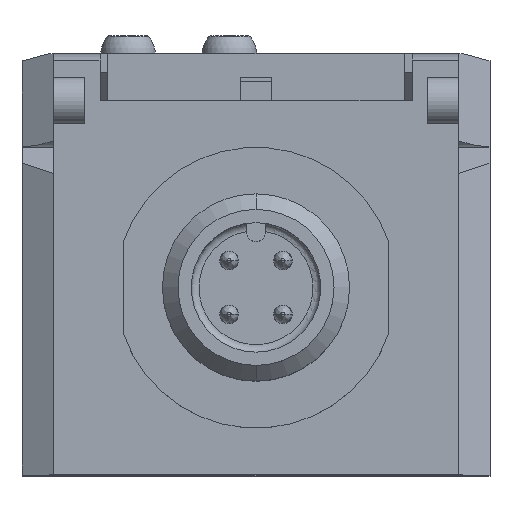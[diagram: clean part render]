
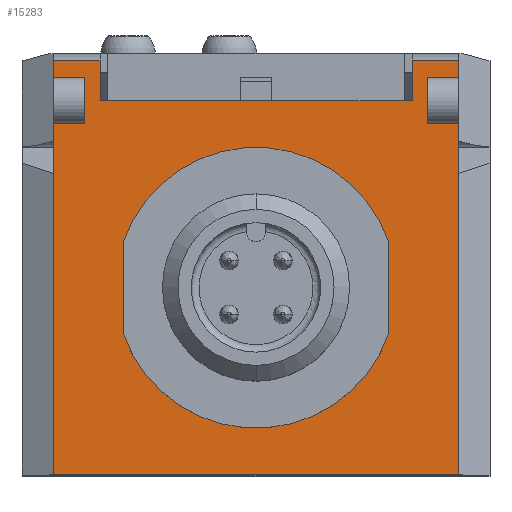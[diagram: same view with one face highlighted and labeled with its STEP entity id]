
A CAD part, top view. The second image highlights one B-rep face of the part: STEP entity #15283.
In plain terms, the highlighted planar face has unit normal (0, 0, 1).
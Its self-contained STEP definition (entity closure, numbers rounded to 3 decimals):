
#74=DIRECTION('',(1.,0.,0.));
#75=VECTOR('',#74,26.);
#76=CARTESIAN_POINT('',(-13.,0.,45.));
#77=LINE('',#76,#75);
#1047=DIRECTION('',(1.,0.,0.));
#1048=VECTOR('',#1047,2.);
#1049=CARTESIAN_POINT('',(-13.,25.5,45.));
#1050=LINE('',#1049,#1048);
#1054=DIRECTION('',(1.,0.,0.));
#1055=VECTOR('',#1054,3.);
#1056=CARTESIAN_POINT('',(-13.,26.598,45.));
#1057=LINE('',#1056,#1055);
#1061=DIRECTION('',(0.,-1.,0.));
#1062=VECTOR('',#1061,2.598);
#1063=CARTESIAN_POINT('',(-10.,26.598,45.));
#1064=LINE('',#1063,#1062);
#1068=DIRECTION('',(1.,0.,0.));
#1069=VECTOR('',#1068,20.);
#1070=CARTESIAN_POINT('',(-10.,24.,45.));
#1071=LINE('',#1070,#1069);
#1075=DIRECTION('',(0.,-1.,0.));
#1076=VECTOR('',#1075,2.598);
#1077=CARTESIAN_POINT('',(10.,26.598,45.));
#1078=LINE('',#1077,#1076);
#1082=DIRECTION('',(1.,0.,0.));
#1083=VECTOR('',#1082,3.);
#1084=CARTESIAN_POINT('',(10.,26.598,45.));
#1085=LINE('',#1084,#1083);
#1089=DIRECTION('',(-1.,0.,0.));
#1090=VECTOR('',#1089,2.);
#1091=CARTESIAN_POINT('',(13.,25.5,45.));
#1092=LINE('',#1091,#1090);
#1096=DIRECTION('',(0.,-1.,0.));
#1097=VECTOR('',#1096,3.);
#1098=CARTESIAN_POINT('',(11.,25.5,45.));
#1099=LINE('',#1098,#1097);
#1103=DIRECTION('',(-1.,0.,0.));
#1104=VECTOR('',#1103,2.);
#1105=CARTESIAN_POINT('',(13.,22.5,45.));
#1106=LINE('',#1105,#1104);
#1110=DIRECTION('',(0.,1.,0.));
#1111=VECTOR('',#1110,19.323);
#1112=CARTESIAN_POINT('',(13.,0.,45.));
#1113=LINE('',#1112,#1111);
#1117=DIRECTION('',(0.,1.,0.));
#1118=VECTOR('',#1117,19.323);
#1119=CARTESIAN_POINT('',(-13.,0.,45.));
#1120=LINE('',#1119,#1118);
#1124=DIRECTION('',(1.,0.,0.));
#1125=VECTOR('',#1124,2.);
#1126=CARTESIAN_POINT('',(-13.,22.5,45.));
#1127=LINE('',#1126,#1125);
#1131=DIRECTION('',(0.,-1.,0.));
#1132=VECTOR('',#1131,3.);
#1133=CARTESIAN_POINT('',(-11.,25.5,45.));
#1134=LINE('',#1133,#1132);
#1138=CARTESIAN_POINT('',(0.,12.,45.));
#1139=DIRECTION('',(0.,0.,1.));
#1140=DIRECTION('',(1.,0.,0.));
#1141=AXIS2_PLACEMENT_3D('',#1138,#1139,#1140);
#1146=CARTESIAN_POINT('',(0.,12.,45.));
#1147=DIRECTION('',(0.,0.,1.));
#1148=DIRECTION('',(-1.,0.,0.));
#1149=AXIS2_PLACEMENT_3D('',#1146,#1147,#1148);
#1176=DIRECTION('',(0.,-1.,0.));
#1177=VECTOR('',#1176,3.177);
#1178=CARTESIAN_POINT('',(-13.,22.5,45.));
#1179=LINE('',#1178,#1177);
#1205=DIRECTION('',(0.,-1.,0.));
#1206=VECTOR('',#1205,1.098);
#1207=CARTESIAN_POINT('',(-13.,26.598,45.));
#1208=LINE('',#1207,#1206);
#1635=DIRECTION('',(0.,1.,0.));
#1636=VECTOR('',#1635,1.098);
#1637=CARTESIAN_POINT('',(13.,25.5,45.));
#1638=LINE('',#1637,#1636);
#1664=DIRECTION('',(0.,1.,0.));
#1665=VECTOR('',#1664,3.177);
#1666=CARTESIAN_POINT('',(13.,19.323,45.));
#1667=LINE('',#1666,#1665);
#12516=CARTESIAN_POINT('',(13.,0.,45.));
#12518=VERTEX_POINT('',#12516);
#12519=CARTESIAN_POINT('',(-13.,0.,45.));
#12521=VERTEX_POINT('',#12519);
#12532=CARTESIAN_POINT('',(-13.,26.598,45.));
#12534=VERTEX_POINT('',#12532);
#12536=CARTESIAN_POINT('',(13.,26.598,45.));
#12538=VERTEX_POINT('',#12536);
#12547=CARTESIAN_POINT('',(13.,19.323,45.));
#12548=VERTEX_POINT('',#12547);
#12557=CARTESIAN_POINT('',(-13.,19.323,45.));
#12558=VERTEX_POINT('',#12557);
#12559=CARTESIAN_POINT('',(-10.,26.598,45.));
#12560=CARTESIAN_POINT('',(-10.,24.,45.));
#12561=VERTEX_POINT('',#12559);
#12562=VERTEX_POINT('',#12560);
#12563=CARTESIAN_POINT('',(10.,24.,45.));
#12564=VERTEX_POINT('',#12563);
#12565=CARTESIAN_POINT('',(10.,26.598,45.));
#12566=VERTEX_POINT('',#12565);
#12575=CARTESIAN_POINT('',(13.,25.5,45.));
#12576=CARTESIAN_POINT('',(11.,25.5,45.));
#12577=VERTEX_POINT('',#12575);
#12578=VERTEX_POINT('',#12576);
#12579=CARTESIAN_POINT('',(11.,22.5,45.));
#12580=VERTEX_POINT('',#12579);
#12581=CARTESIAN_POINT('',(13.,22.5,45.));
#12582=VERTEX_POINT('',#12581);
#12595=CARTESIAN_POINT('',(-13.,25.5,45.));
#12596=CARTESIAN_POINT('',(-11.,25.5,45.));
#12597=VERTEX_POINT('',#12595);
#12598=VERTEX_POINT('',#12596);
#12599=CARTESIAN_POINT('',(-11.,22.5,45.));
#12600=VERTEX_POINT('',#12599);
#12601=CARTESIAN_POINT('',(-13.,22.5,45.));
#12602=VERTEX_POINT('',#12601);
#13331=CARTESIAN_POINT('',(7.19,12.,45.));
#13332=CARTESIAN_POINT('',(-7.19,12.,45.));
#13333=VERTEX_POINT('',#13331);
#13334=VERTEX_POINT('',#13332);
#15237=CARTESIAN_POINT('',(-15.,0.,45.));
#15238=DIRECTION('',(0.,0.,1.));
#15239=DIRECTION('',(1.,0.,0.));
#15240=AXIS2_PLACEMENT_3D('',#15237,#15238,#15239);
#15241=PLANE('',#15240);
#15243=ORIENTED_EDGE('',*,*,#15242,.F.);
#15245=ORIENTED_EDGE('',*,*,#15244,.F.);
#15247=ORIENTED_EDGE('',*,*,#15246,.T.);
#15248=ORIENTED_EDGE('',*,*,#15221,.T.);
#15249=ORIENTED_EDGE('',*,*,#15094,.T.);
#15251=ORIENTED_EDGE('',*,*,#15250,.F.);
#15253=ORIENTED_EDGE('',*,*,#15252,.T.);
#15255=ORIENTED_EDGE('',*,*,#15254,.F.);
#15257=ORIENTED_EDGE('',*,*,#15256,.T.);
#15259=ORIENTED_EDGE('',*,*,#15258,.T.);
#15261=ORIENTED_EDGE('',*,*,#15260,.F.);
#15263=ORIENTED_EDGE('',*,*,#15262,.F.);
#15265=ORIENTED_EDGE('',*,*,#15264,.F.);
#15266=ORIENTED_EDGE('',*,*,#14704,.F.);
#15268=ORIENTED_EDGE('',*,*,#15267,.T.);
#15270=ORIENTED_EDGE('',*,*,#15269,.F.);
#15272=ORIENTED_EDGE('',*,*,#15271,.T.);
#15274=ORIENTED_EDGE('',*,*,#15273,.F.);
#15275=EDGE_LOOP('',(#15243,#15245,#15247,#15248,#15249,#15251,#15253,#15255,
#15257,#15259,#15261,#15263,#15265,#15266,#15268,#15270,#15272,#15274));
#15276=FACE_OUTER_BOUND('',#15275,.F.);
#15278=ORIENTED_EDGE('',*,*,#15277,.T.);
#15280=ORIENTED_EDGE('',*,*,#15279,.T.);
#15281=EDGE_LOOP('',(#15278,#15280));
#15282=FACE_BOUND('',#15281,.F.);
#15283=ADVANCED_FACE('',(#15276,#15282),#15241,.T.);
#1142=CIRCLE('',#1141,7.19);
#1150=CIRCLE('',#1149,7.19);
#14704=EDGE_CURVE('',#12521,#12518,#77,.T.);
#15094=EDGE_CURVE('',#12562,#12564,#1071,.T.);
#15221=EDGE_CURVE('',#12561,#12562,#1064,.T.);
#15242=EDGE_CURVE('',#12597,#12598,#1050,.T.);
#15244=EDGE_CURVE('',#12534,#12597,#1208,.T.);
#15246=EDGE_CURVE('',#12534,#12561,#1057,.T.);
#15250=EDGE_CURVE('',#12566,#12564,#1078,.T.);
#15252=EDGE_CURVE('',#12566,#12538,#1085,.T.);
#15254=EDGE_CURVE('',#12577,#12538,#1638,.T.);
#15256=EDGE_CURVE('',#12577,#12578,#1092,.T.);
#15258=EDGE_CURVE('',#12578,#12580,#1099,.T.);
#15260=EDGE_CURVE('',#12582,#12580,#1106,.T.);
#15262=EDGE_CURVE('',#12548,#12582,#1667,.T.);
#15264=EDGE_CURVE('',#12518,#12548,#1113,.T.);
#15267=EDGE_CURVE('',#12521,#12558,#1120,.T.);
#15269=EDGE_CURVE('',#12602,#12558,#1179,.T.);
#15271=EDGE_CURVE('',#12602,#12600,#1127,.T.);
#15273=EDGE_CURVE('',#12598,#12600,#1134,.T.);
#15277=EDGE_CURVE('',#13333,#13334,#1142,.T.);
#15279=EDGE_CURVE('',#13334,#13333,#1150,.T.);
